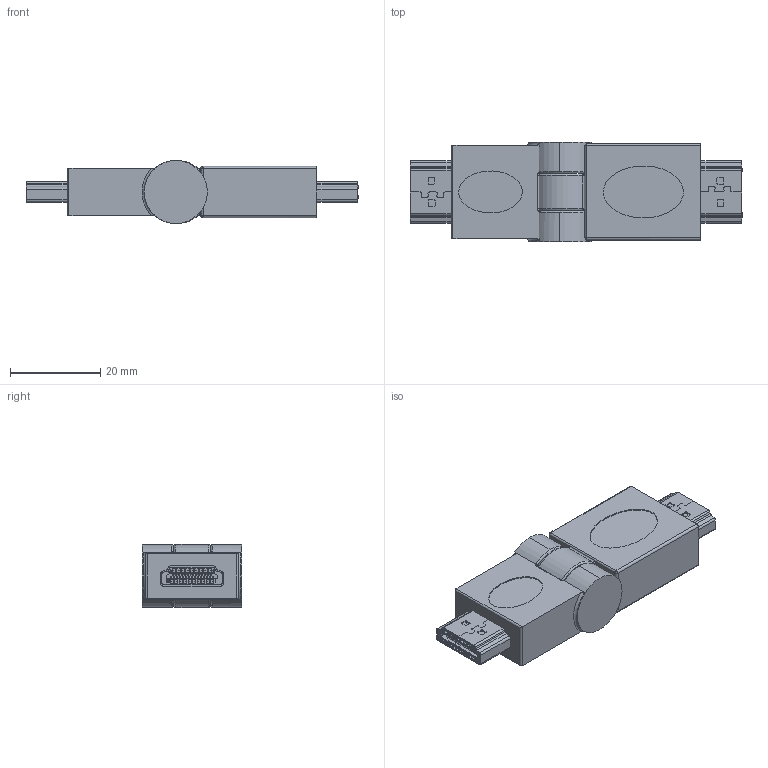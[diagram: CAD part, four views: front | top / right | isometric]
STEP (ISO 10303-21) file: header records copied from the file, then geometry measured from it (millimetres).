
FILE_DESCRIPTION (( 'STEP AP214' ), '1' );
FILE_NAME ('VHC00026.STEP', '2018-09-26T13:48:37', ( '' ), ( '' ), 'SwSTEP 2.0', 'SolidWorks 2017', '' );
FILE_SCHEMA (( 'AUTOMOTIVE_DESIGN' ));
Length unit declared in the file: inch
Products named in the file (6): 1AH05-013-MA1___; VHC-SW-MA1_SOLID; VHC-SW-MA2_SOLID; 1AH05-013___; 1AH05-013-MA2___; VHC00026
Assembly tree (6 placements, depth 3):
  VHC00026
    VHC-SW-MA1_SOLID
    VHC-SW-MA2_SOLID
    1AH05-013___  x2
      1AH05-013-MA2___
      1AH05-013-MA1___
Bounding box: 73.58 x 22.06 x 14 mm (x, y, z)
Volume: 14135.4 mm3; surface area: 10993.7 mm2
Topology: 44 solids, 45 shells, 4147 faces, 10811 edges, 7152 vertices
Faces by surface type: plane 3585, cylinder 419, bspline 106, torus 35, sphere 2
Entity records: 73877 total; most frequent: CARTESIAN_POINT 14624, ORIENTED_EDGE 11038, DIRECTION 10004, EDGE_CURVE 5519, LINE 4888, VECTOR 4888, VERTEX_POINT 3647, AXIS2_PLACEMENT_3D 2558
